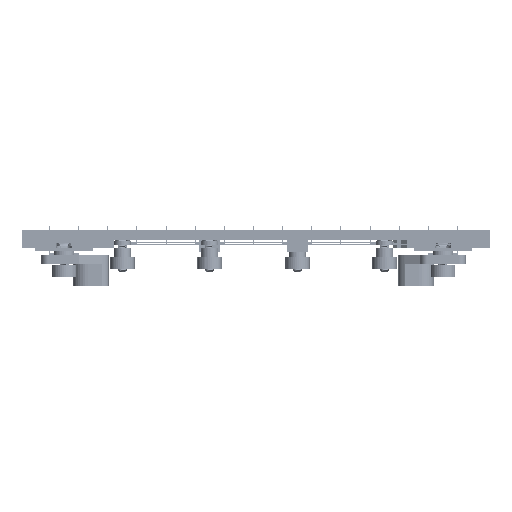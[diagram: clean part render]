
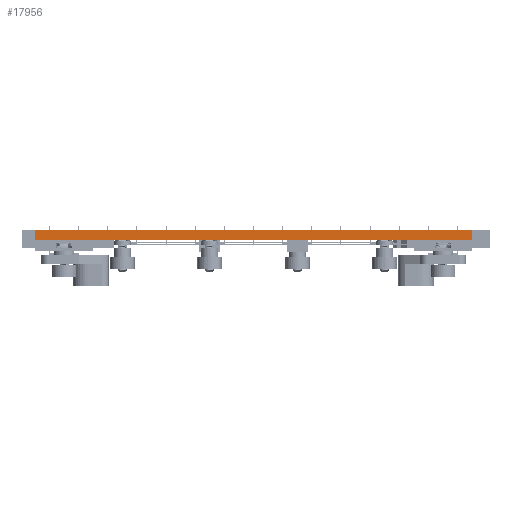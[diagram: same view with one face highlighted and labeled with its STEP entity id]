
A CAD part, front view. The second image highlights one B-rep face of the part: STEP entity #17956.
In plain terms, the highlighted planar face has unit normal (0, -1, 0).
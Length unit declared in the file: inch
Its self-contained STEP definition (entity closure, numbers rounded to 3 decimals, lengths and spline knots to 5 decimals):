
#8867=DIRECTION('',(0.,0.,-1.));
#8868=VECTOR('',#8867,0.15);
#8869=CARTESIAN_POINT('',(3.189,-2.6676,-0.65));
#8870=LINE('',#8869,#8868);
#8871=DIRECTION('',(-1.,0.,0.));
#8872=VECTOR('',#8871,6.378);
#8873=CARTESIAN_POINT('',(3.189,-2.6676,-0.8));
#8874=LINE('',#8873,#8872);
#8875=DIRECTION('',(0.,0.,1.));
#8876=VECTOR('',#8875,0.15);
#8877=CARTESIAN_POINT('',(-3.189,-2.6676,-0.8));
#8878=LINE('',#8877,#8876);
#8879=DIRECTION('',(1.,0.,0.));
#8880=VECTOR('',#8879,6.378);
#8881=CARTESIAN_POINT('',(-3.189,-2.6676,-0.65));
#8882=LINE('',#8881,#8880);
#13193=CARTESIAN_POINT('',(3.189,-2.6676,-0.65));
#13194=CARTESIAN_POINT('',(3.189,-2.6676,-0.8));
#13195=VERTEX_POINT('',#13193);
#13196=VERTEX_POINT('',#13194);
#13197=CARTESIAN_POINT('',(-3.189,-2.6676,-0.8));
#13198=VERTEX_POINT('',#13197);
#13199=CARTESIAN_POINT('',(-3.189,-2.6676,-0.65));
#13200=VERTEX_POINT('',#13199);
#17945=CARTESIAN_POINT('',(0.,-2.6676,-0.8));
#17946=DIRECTION('',(0.,1.,0.));
#17947=DIRECTION('',(0.,0.,1.));
#17948=AXIS2_PLACEMENT_3D('',#17945,#17946,#17947);
#17949=PLANE('',#17948);
#17950=ORIENTED_EDGE('',*,*,#14348,.T.);
#17951=ORIENTED_EDGE('',*,*,#13392,.T.);
#17952=ORIENTED_EDGE('',*,*,#16822,.T.);
#17953=ORIENTED_EDGE('',*,*,#14576,.T.);
#17954=EDGE_LOOP('',(#17950,#17951,#17952,#17953));
#17955=FACE_OUTER_BOUND('',#17954,.F.);
#17956=ADVANCED_FACE('',(#17955),#17949,.F.);
#13392=EDGE_CURVE('',#13196,#13198,#8874,.T.);
#14348=EDGE_CURVE('',#13195,#13196,#8870,.T.);
#14576=EDGE_CURVE('',#13200,#13195,#8882,.T.);
#16822=EDGE_CURVE('',#13198,#13200,#8878,.T.);
